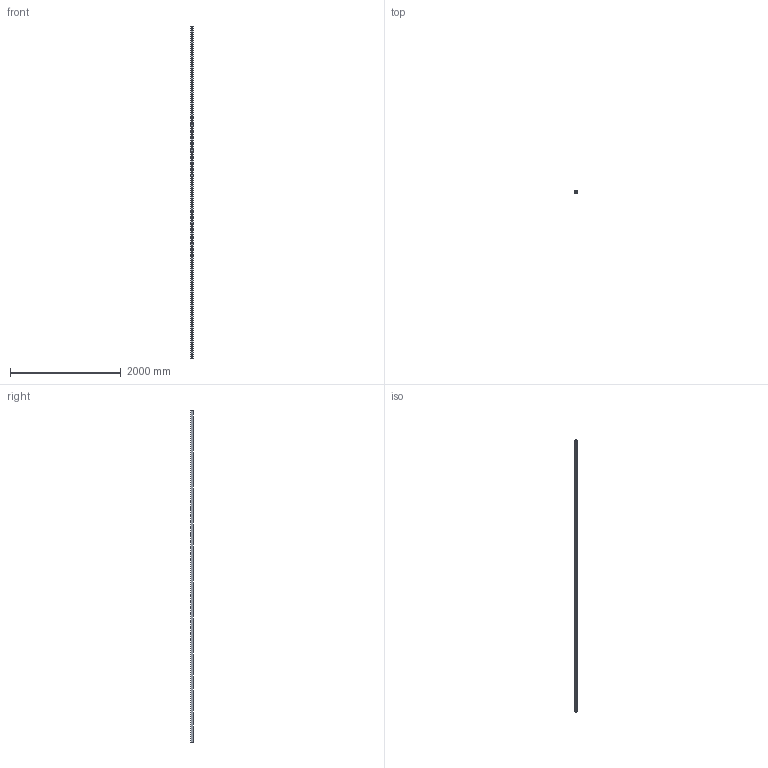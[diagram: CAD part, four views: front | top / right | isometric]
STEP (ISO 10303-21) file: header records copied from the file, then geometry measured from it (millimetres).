
FILE_DESCRIPTION (( 'STEP AP214' ), '1' );
FILE_NAME ('1122966.stp', '2019-08-22T08:45:11', ( '' ), ( '' ), 'SwSTEP 2.0', 'SolidWorks 2018', '' );
FILE_SCHEMA (( 'AUTOMOTIVE_DESIGN' ));
Length unit declared in the file: millimetre
Products named in the file (1): 1122966
Bounding box: 41 x 41 x 6000 mm (x, y, z)
Volume: 1620014.9 mm3; surface area: 1661858.6 mm2
Topology: 1 solids, 1 shells, 642 faces, 1920 edges, 1280 vertices
Faces by surface type: cylinder 360, plane 282
Entity records: 22378 total; most frequent: DIRECTION 3926, CARTESIAN_POINT 3843, ORIENTED_EDGE 3840, EDGE_CURVE 1920, AXIS2_PLACEMENT_3D 1363, VERTEX_POINT 1280, VECTOR 1200, LINE 1200
